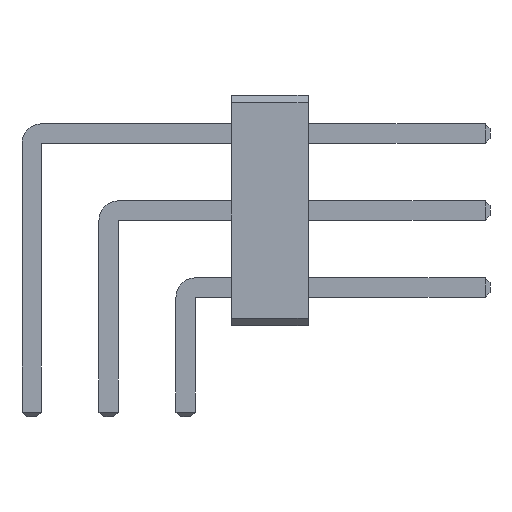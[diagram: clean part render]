
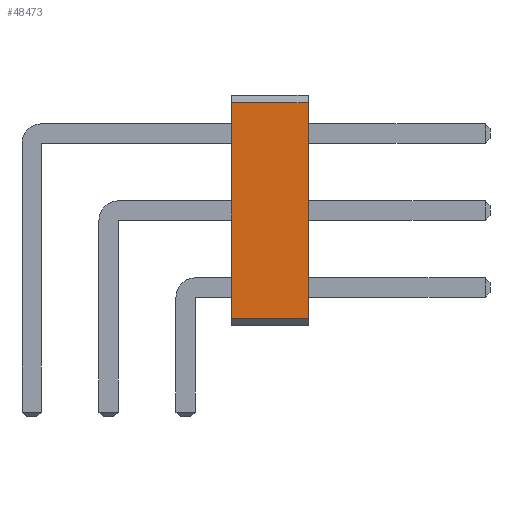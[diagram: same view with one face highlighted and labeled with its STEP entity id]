
A CAD part, front view. The second image highlights one B-rep face of the part: STEP entity #48473.
In plain terms, the highlighted planar face has unit normal (0, -1, 0).
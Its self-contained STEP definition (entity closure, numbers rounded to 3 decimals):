
#48473 = ADVANCED_FACE('',(#48474),#48508,.T.);
#48474 = FACE_BOUND('',#48475,.T.);
#48475 = EDGE_LOOP('',(#48476,#48486,#48494,#48502));
#48476 = ORIENTED_EDGE('',*,*,#48477,.T.);
#48477 = EDGE_CURVE('',#48478,#48480,#48482,.T.);
#48478 = VERTEX_POINT('',#48479);
#48479 = CARTESIAN_POINT('',(6.58,-62.23,0.254));
#48480 = VERTEX_POINT('',#48481);
#48481 = CARTESIAN_POINT('',(9.12,-62.23,0.254));
#48482 = LINE('',#48483,#48484);
#48483 = CARTESIAN_POINT('',(6.58,-62.23,0.254));
#48484 = VECTOR('',#48485,1.);
#48485 = DIRECTION('',(1.,0.,0.));
#48486 = ORIENTED_EDGE('',*,*,#48487,.T.);
#48487 = EDGE_CURVE('',#48480,#48488,#48490,.T.);
#48488 = VERTEX_POINT('',#48489);
#48489 = CARTESIAN_POINT('',(9.12,-62.23,7.366));
#48490 = LINE('',#48491,#48492);
#48491 = CARTESIAN_POINT('',(9.12,-62.23,0.254));
#48492 = VECTOR('',#48493,1.);
#48493 = DIRECTION('',(0.,0.,1.));
#48494 = ORIENTED_EDGE('',*,*,#48495,.F.);
#48495 = EDGE_CURVE('',#48496,#48488,#48498,.T.);
#48496 = VERTEX_POINT('',#48497);
#48497 = CARTESIAN_POINT('',(6.58,-62.23,7.366));
#48498 = LINE('',#48499,#48500);
#48499 = CARTESIAN_POINT('',(6.58,-62.23,7.366));
#48500 = VECTOR('',#48501,1.);
#48501 = DIRECTION('',(1.,0.,0.));
#48502 = ORIENTED_EDGE('',*,*,#48503,.F.);
#48503 = EDGE_CURVE('',#48478,#48496,#48504,.T.);
#48504 = LINE('',#48505,#48506);
#48505 = CARTESIAN_POINT('',(6.58,-62.23,0.254));
#48506 = VECTOR('',#48507,1.);
#48507 = DIRECTION('',(0.,0.,1.));
#48508 = PLANE('',#48509);
#48509 = AXIS2_PLACEMENT_3D('',#48510,#48511,#48512);
#48510 = CARTESIAN_POINT('',(6.58,-62.23,0.254));
#48511 = DIRECTION('',(0.,-1.,0.));
#48512 = DIRECTION('',(0.,0.,1.));
